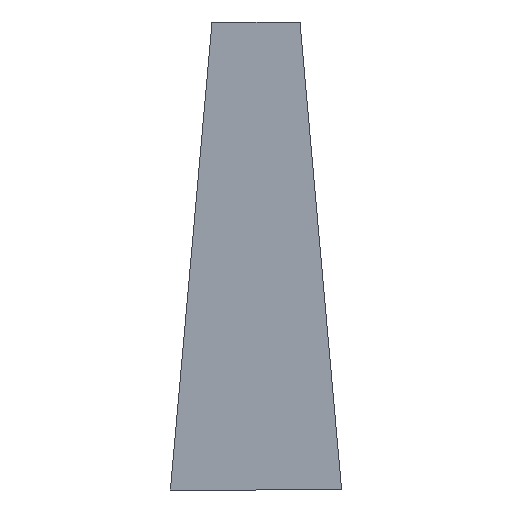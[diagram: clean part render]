
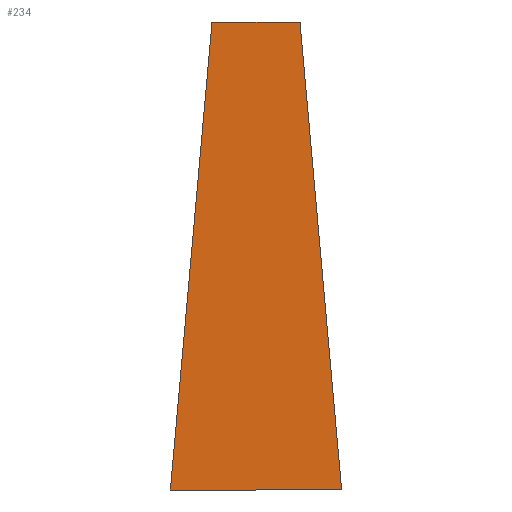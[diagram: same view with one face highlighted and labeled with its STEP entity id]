
A CAD part, front view. The second image highlights one B-rep face of the part: STEP entity #234.
In plain terms, the highlighted planar face has unit normal (0, -1, 0).
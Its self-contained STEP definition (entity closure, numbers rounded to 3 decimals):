
#7 = DIRECTION ( 'NONE',  ( 0.089, 0., 0.996 ) ) ;
#72 = EDGE_CURVE ( 'NONE', #306, #484, #502, .T. ) ;
#89 = VERTEX_POINT ( 'NONE', #435 ) ;
#100 = CARTESIAN_POINT ( 'NONE',  ( 6.826, 22.1, 85.093 ) ) ;
#104 = LINE ( 'NONE', #100, #680 ) ;
#137 = LINE ( 'NONE', #145, #466 ) ;
#145 = CARTESIAN_POINT ( 'NONE',  ( -13.278, 22.1, 12.5 ) ) ;
#150 = ORIENTED_EDGE ( 'NONE', *, *, #72, .F. ) ;
#151 = DIRECTION ( 'NONE',  ( -1., 0., 0. ) ) ;
#173 = DIRECTION ( 'NONE',  ( 0., -1., 0. ) ) ;
#181 = CARTESIAN_POINT ( 'NONE',  ( 13.278, 22.1, 12.5 ) ) ;
#218 = ORIENTED_EDGE ( 'NONE', *, *, #709, .F. ) ;
#226 = EDGE_LOOP ( 'NONE', ( #431, #276, #150, #218 ) ) ;
#234 = ADVANCED_FACE ( 'NONE', ( #501 ), #430, .T. ) ;
#237 = CARTESIAN_POINT ( 'NONE',  ( 0., 22.1, 0. ) ) ;
#238 = VECTOR ( 'NONE', #7, 1000. ) ;
#276 = ORIENTED_EDGE ( 'NONE', *, *, #571, .F. ) ;
#277 = LINE ( 'NONE', #533, #238 ) ;
#282 = VECTOR ( 'NONE', #768, 1000. ) ;
#306 = VERTEX_POINT ( 'NONE', #387 ) ;
#387 = CARTESIAN_POINT ( 'NONE',  ( 6.826, 22.1, 85.093 ) ) ;
#389 = AXIS2_PLACEMENT_3D ( 'NONE', #237, #173, #767 ) ;
#430 = PLANE ( 'NONE',  #389 ) ;
#431 = ORIENTED_EDGE ( 'NONE', *, *, #578, .F. ) ;
#435 = CARTESIAN_POINT ( 'NONE',  ( -13.278, 22.1, 12.5 ) ) ;
#466 = VECTOR ( 'NONE', #151, 1000. ) ;
#484 = VERTEX_POINT ( 'NONE', #775 ) ;
#501 = FACE_OUTER_BOUND ( 'NONE', #226, .T. ) ;
#502 = LINE ( 'NONE', #181, #282 ) ;
#533 = CARTESIAN_POINT ( 'NONE',  ( -6.826, 22.1, 85.093 ) ) ;
#571 = EDGE_CURVE ( 'NONE', #484, #89, #137, .T. ) ;
#578 = EDGE_CURVE ( 'NONE', #89, #665, #277, .T. ) ;
#615 = DIRECTION ( 'NONE',  ( 1., 0., 0. ) ) ;
#665 = VERTEX_POINT ( 'NONE', #666 ) ;
#666 = CARTESIAN_POINT ( 'NONE',  ( -6.826, 22.1, 85.093 ) ) ;
#680 = VECTOR ( 'NONE', #615, 1000. ) ;
#709 = EDGE_CURVE ( 'NONE', #665, #306, #104, .T. ) ;
#767 = DIRECTION ( 'NONE',  ( 0., 0., -1. ) ) ;
#768 = DIRECTION ( 'NONE',  ( 0.089, 0., -0.996 ) ) ;
#775 = CARTESIAN_POINT ( 'NONE',  ( 13.278, 22.1, 12.5 ) ) ;
